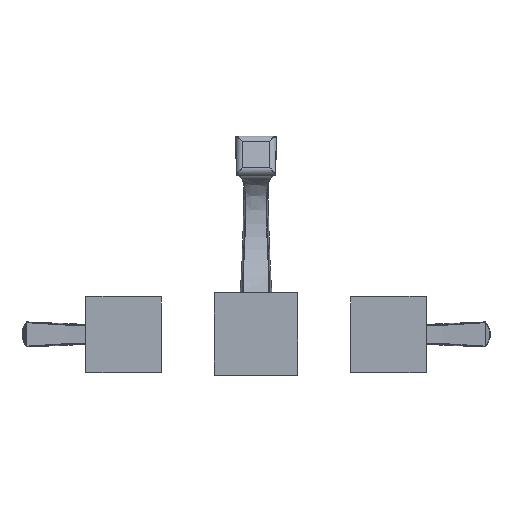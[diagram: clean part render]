
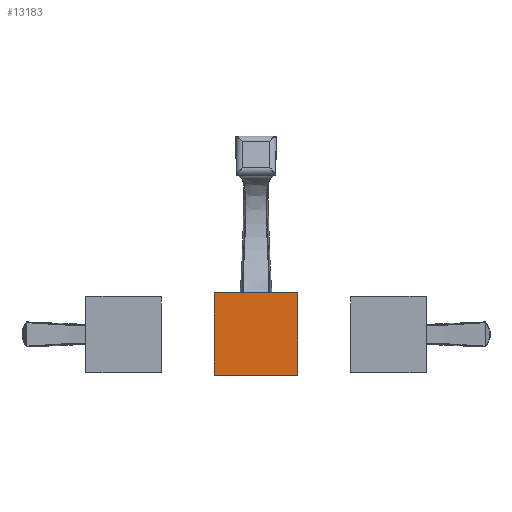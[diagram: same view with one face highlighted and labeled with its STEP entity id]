
A CAD part, front view. The second image highlights one B-rep face of the part: STEP entity #13183.
In plain terms, the highlighted planar face has unit normal (0, -1, 0).
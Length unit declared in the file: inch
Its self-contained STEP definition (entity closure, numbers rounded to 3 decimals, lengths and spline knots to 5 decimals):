
#3088=CARTESIAN_POINT('',(1.23039,0.,1.22946));
#3089=DIRECTION('',(0.,1.,0.));
#3090=DIRECTION('',(0.,0.,1.));
#3091=AXIS2_PLACEMENT_3D('',#3088,#3089,#3090);
#3093=DIRECTION('',(0.002,0.,-1.));
#3094=VECTOR('',#3093,2.46141);
#3095=CARTESIAN_POINT('',(1.25039,0.,1.22949));
#3096=LINE('',#3095,#3094);
#3097=CARTESIAN_POINT('',(1.2344,0.,-1.23195));
#3098=DIRECTION('',(0.,1.,0.));
#3099=DIRECTION('',(1.,0.,0.002));
#3100=AXIS2_PLACEMENT_3D('',#3097,#3098,#3099);
#3102=DIRECTION('',(-1.,0.,0.));
#3103=VECTOR('',#3102,2.4688);
#3104=CARTESIAN_POINT('',(1.2344,0.,-1.25195));
#3105=LINE('',#3104,#3103);
#3106=CARTESIAN_POINT('',(-1.2344,0.,-1.23195));
#3107=DIRECTION('',(0.,1.,0.));
#3108=DIRECTION('',(0.,0.,-1.));
#3109=AXIS2_PLACEMENT_3D('',#3106,#3107,#3108);
#3111=CARTESIAN_POINT('',(-1.2544,0.,-1.2319));
#3112=CARTESIAN_POINT('',(-1.25409,0.,-1.10084));
#3113=CARTESIAN_POINT('',(-1.25355,0.,-0.83074));
#3114=CARTESIAN_POINT('',(-1.25295,0.,-0.42029));
#3115=CARTESIAN_POINT('',(-1.25262,0.,-0.14091));
#3116=CARTESIAN_POINT('',(-1.25246,0.,-0.00057));
#3118=CARTESIAN_POINT('',(-1.25246,0.,-0.00057));
#3119=CARTESIAN_POINT('',(-1.25229,0.,0.13968));
#3120=CARTESIAN_POINT('',(-1.25196,0.,0.41882));
#3121=CARTESIAN_POINT('',(-1.25133,0.,0.82885));
#3122=CARTESIAN_POINT('',(-1.25075,0.,1.09862));
#3123=CARTESIAN_POINT('',(-1.25041,0.,1.22951));
#3125=CARTESIAN_POINT('',(-1.23041,0.,1.22946));
#3126=DIRECTION('',(0.,1.,0.));
#3127=DIRECTION('',(-1.,0.,0.003));
#3128=AXIS2_PLACEMENT_3D('',#3125,#3126,#3127);
#3130=DIRECTION('',(1.,0.,0.));
#3131=VECTOR('',#3130,2.4608);
#3132=CARTESIAN_POINT('',(-1.23041,0.,1.24946));
#3133=LINE('',#3132,#3131);
#4947=CARTESIAN_POINT('',(-1.2344,0.,-1.25195));
#4948=CARTESIAN_POINT('',(-1.2544,0.,-1.2319));
#4949=VERTEX_POINT('',#4947);
#4950=VERTEX_POINT('',#4948);
#4953=CARTESIAN_POINT('',(1.23039,0.,1.24946));
#4954=CARTESIAN_POINT('',(1.25039,0.,1.22949));
#4955=VERTEX_POINT('',#4953);
#4956=VERTEX_POINT('',#4954);
#4957=CARTESIAN_POINT('',(1.2544,0.,-1.23192));
#4958=VERTEX_POINT('',#4957);
#4959=CARTESIAN_POINT('',(1.2344,0.,-1.25195));
#4960=VERTEX_POINT('',#4959);
#4961=VERTEX_POINT('',#3116);
#4962=VERTEX_POINT('',#3123);
#4963=CARTESIAN_POINT('',(-1.23041,0.,1.24946));
#4964=VERTEX_POINT('',#4963);
#13159=CARTESIAN_POINT('',(-1.5,0.,-0.00165));
#13160=DIRECTION('',(0.,-1.,0.));
#13161=DIRECTION('',(0.,0.,-1.));
#13162=AXIS2_PLACEMENT_3D('',#13159,#13160,#13161);
#13163=PLANE('',#13162);
#13164=ORIENTED_EDGE('',*,*,#13145,.T.);
#13166=ORIENTED_EDGE('',*,*,#13165,.T.);
#13168=ORIENTED_EDGE('',*,*,#13167,.T.);
#13170=ORIENTED_EDGE('',*,*,#13169,.T.);
#13172=ORIENTED_EDGE('',*,*,#13171,.T.);
#13174=ORIENTED_EDGE('',*,*,#13173,.T.);
#13176=ORIENTED_EDGE('',*,*,#13175,.T.);
#13178=ORIENTED_EDGE('',*,*,#13177,.T.);
#13180=ORIENTED_EDGE('',*,*,#13179,.T.);
#13181=EDGE_LOOP('',(#13164,#13166,#13168,#13170,#13172,#13174,#13176,#13178,
#13180));
#13182=FACE_OUTER_BOUND('',#13181,.F.);
#13183=ADVANCED_FACE('',(#13182),#13163,.T.);
#3092=CIRCLE('',#3091,0.02);
#3101=CIRCLE('',#3100,0.02);
#3110=CIRCLE('',#3109,0.02);
#3117=B_SPLINE_CURVE_WITH_KNOTS('',3,(#3111,#3112,#3113,#3114,#3115,#3116),
.UNSPECIFIED.,.F.,.F.,(4,1,1,4),(0.,0.31932,0.65808,1.),
.UNSPECIFIED.);
#3124=B_SPLINE_CURVE_WITH_KNOTS('',3,(#3118,#3119,#3120,#3121,#3122,#3123),
.UNSPECIFIED.,.F.,.F.,(4,1,1,4),(0.,0.34205,0.68079,1.),
.UNSPECIFIED.);
#3129=CIRCLE('',#3128,0.02);
#13145=EDGE_CURVE('',#4955,#4956,#3092,.T.);
#13165=EDGE_CURVE('',#4956,#4958,#3096,.T.);
#13167=EDGE_CURVE('',#4958,#4960,#3101,.T.);
#13169=EDGE_CURVE('',#4960,#4949,#3105,.T.);
#13171=EDGE_CURVE('',#4949,#4950,#3110,.T.);
#13173=EDGE_CURVE('',#4950,#4961,#3117,.T.);
#13175=EDGE_CURVE('',#4961,#4962,#3124,.T.);
#13177=EDGE_CURVE('',#4962,#4964,#3129,.T.);
#13179=EDGE_CURVE('',#4964,#4955,#3133,.T.);
